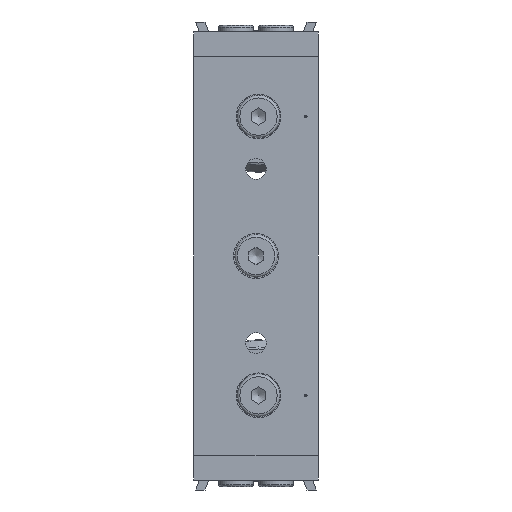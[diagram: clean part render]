
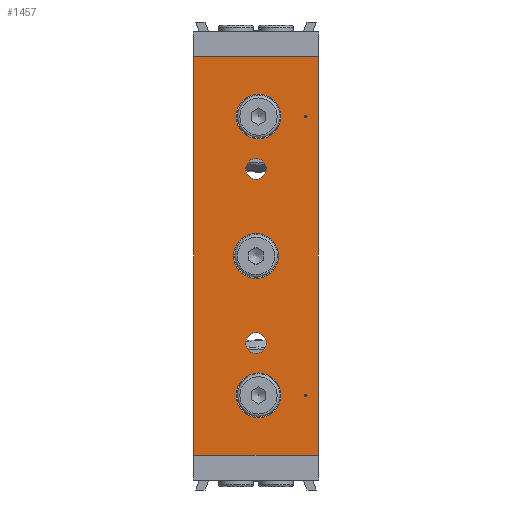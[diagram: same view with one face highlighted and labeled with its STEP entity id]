
A CAD part, left-side view. The second image highlights one B-rep face of the part: STEP entity #1457.
In plain terms, the highlighted planar face has unit normal (-1, 0, 0).
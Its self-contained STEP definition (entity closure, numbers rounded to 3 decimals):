
#889=CARTESIAN_POINT('',(0.0,12.5,44.5));
#890=VERTEX_POINT('',#889);
#891=CARTESIAN_POINT('',(0.0,12.5,40.0));
#892=DIRECTION('',(1.0,0.0,0.0));
#893=DIRECTION('',(0.0,0.0,1.0));
#894=AXIS2_PLACEMENT_3D('',#891,#892,#893);
#895=CIRCLE('',#894,4.5);
#896=EDGE_CURVE('',#890,#890,#895,.T.);
#963=CARTESIAN_POINT('',(0.0,12.5,59.567));
#964=VERTEX_POINT('',#963);
#965=CARTESIAN_POINT('',(0.0,12.5,57.5));
#966=DIRECTION('',(1.0,0.0,0.0));
#967=DIRECTION('',(0.0,0.0,1.0));
#968=AXIS2_PLACEMENT_3D('',#965,#966,#967);
#969=CIRCLE('',#968,2.067);
#970=EDGE_CURVE('',#964,#964,#969,.T.);
#1012=CARTESIAN_POINT('',(0.0,12.5,24.567));
#1013=VERTEX_POINT('',#1012);
#1014=CARTESIAN_POINT('',(0.0,12.5,22.5));
#1015=DIRECTION('',(1.0,0.0,0.0));
#1016=DIRECTION('',(0.0,0.0,1.0));
#1017=AXIS2_PLACEMENT_3D('',#1014,#1015,#1016);
#1018=CIRCLE('',#1017,2.067);
#1019=EDGE_CURVE('',#1013,#1013,#1018,.T.);
#1099=CARTESIAN_POINT('',(0.0,2.5,68.25));
#1100=VERTEX_POINT('',#1099);
#1101=CARTESIAN_POINT('',(0.0,2.5,68.0));
#1102=DIRECTION('',(1.0,0.0,0.0));
#1103=DIRECTION('',(0.0,0.0,1.0));
#1104=AXIS2_PLACEMENT_3D('',#1101,#1102,#1103);
#1105=CIRCLE('',#1104,0.25);
#1106=EDGE_CURVE('',#1100,#1100,#1105,.T.);
#1168=CARTESIAN_POINT('',(0.0,12.,72.5));
#1169=VERTEX_POINT('',#1168);
#1170=CARTESIAN_POINT('',(0.0,12.,68.0));
#1171=DIRECTION('',(1.0,0.0,0.0));
#1172=DIRECTION('',(0.0,0.0,1.0));
#1173=AXIS2_PLACEMENT_3D('',#1170,#1171,#1172);
#1174=CIRCLE('',#1173,4.5);
#1175=EDGE_CURVE('',#1169,#1169,#1174,.T.);
#1280=CARTESIAN_POINT('',(0.0,2.5,12.25));
#1281=VERTEX_POINT('',#1280);
#1282=CARTESIAN_POINT('',(0.0,2.5,12.));
#1283=DIRECTION('',(1.0,0.0,0.0));
#1284=DIRECTION('',(0.0,0.0,1.0));
#1285=AXIS2_PLACEMENT_3D('',#1282,#1283,#1284);
#1286=CIRCLE('',#1285,0.25);
#1287=EDGE_CURVE('',#1281,#1281,#1286,.T.);
#1349=CARTESIAN_POINT('',(0.0,12.,16.5));
#1350=VERTEX_POINT('',#1349);
#1351=CARTESIAN_POINT('',(0.0,12.,12.));
#1352=DIRECTION('',(1.0,0.0,0.0));
#1353=DIRECTION('',(0.0,0.0,1.0));
#1354=AXIS2_PLACEMENT_3D('',#1351,#1352,#1353);
#1355=CIRCLE('',#1354,4.5);
#1356=EDGE_CURVE('',#1350,#1350,#1355,.T.);
#1397=CARTESIAN_POINT('',(0.0,0.0,0.0));
#1398=DIRECTION('',(-1.0,0.0,0.0));
#1399=DIRECTION('',(0.0,0.0,1.0));
#1400=AXIS2_PLACEMENT_3D('',#1397,#1398,#1399);
#1401=PLANE('',#1400);
#1402=CARTESIAN_POINT('',(0.0,0.0,80.0));
#1403=VERTEX_POINT('',#1402);
#1404=CARTESIAN_POINT('',(0.0,25.0,80.0));
#1405=VERTEX_POINT('',#1404);
#1406=CARTESIAN_POINT('',(0.0,0.0,80.0));
#1407=DIRECTION('',(0.0,1.0,0.0));
#1408=VECTOR('',#1407,25.0);
#1409=LINE('',#1406,#1408);
#1410=EDGE_CURVE('',#1403,#1405,#1409,.T.);
#1411=ORIENTED_EDGE('',*,*,#1410,.T.);
#1412=CARTESIAN_POINT('',(0.0,25.0,0.0));
#1413=VERTEX_POINT('',#1412);
#1414=CARTESIAN_POINT('',(0.0,25.0,0.0));
#1415=DIRECTION('',(0.0,0.0,1.0));
#1416=VECTOR('',#1415,80.0);
#1417=LINE('',#1414,#1416);
#1418=EDGE_CURVE('',#1413,#1405,#1417,.T.);
#1419=ORIENTED_EDGE('',*,*,#1418,.F.);
#1420=CARTESIAN_POINT('',(0.0,0.0,0.0));
#1421=VERTEX_POINT('',#1420);
#1422=CARTESIAN_POINT('',(0.0,25.0,0.0));
#1423=DIRECTION('',(0.0,-1.0,0.0));
#1424=VECTOR('',#1423,25.0);
#1425=LINE('',#1422,#1424);
#1426=EDGE_CURVE('',#1413,#1421,#1425,.T.);
#1427=ORIENTED_EDGE('',*,*,#1426,.T.);
#1428=CARTESIAN_POINT('',(0.0,0.0,0.0));
#1429=DIRECTION('',(0.0,0.0,1.0));
#1430=VECTOR('',#1429,80.0);
#1431=LINE('',#1428,#1430);
#1432=EDGE_CURVE('',#1421,#1403,#1431,.T.);
#1433=ORIENTED_EDGE('',*,*,#1432,.T.);
#1434=EDGE_LOOP('',(#1411,#1419,#1427,#1433));
#1435=FACE_OUTER_BOUND('',#1434,.T.);
#1436=ORIENTED_EDGE('',*,*,#896,.T.);
#1437=EDGE_LOOP('',(#1436));
#1438=FACE_BOUND('',#1437,.T.);
#1439=ORIENTED_EDGE('',*,*,#970,.T.);
#1440=EDGE_LOOP('',(#1439));
#1441=FACE_BOUND('',#1440,.T.);
#1442=ORIENTED_EDGE('',*,*,#1019,.T.);
#1443=EDGE_LOOP('',(#1442));
#1444=FACE_BOUND('',#1443,.T.);
#1445=ORIENTED_EDGE('',*,*,#1106,.T.);
#1446=EDGE_LOOP('',(#1445));
#1447=FACE_BOUND('',#1446,.T.);
#1448=ORIENTED_EDGE('',*,*,#1175,.T.);
#1449=EDGE_LOOP('',(#1448));
#1450=FACE_BOUND('',#1449,.T.);
#1451=ORIENTED_EDGE('',*,*,#1287,.T.);
#1452=EDGE_LOOP('',(#1451));
#1453=FACE_BOUND('',#1452,.T.);
#1454=ORIENTED_EDGE('',*,*,#1356,.T.);
#1455=EDGE_LOOP('',(#1454));
#1456=FACE_BOUND('',#1455,.T.);
#1457=ADVANCED_FACE('',(#1435,#1438,#1441,#1444,#1447,#1450,#1453,#1456),#1401,.T.);
